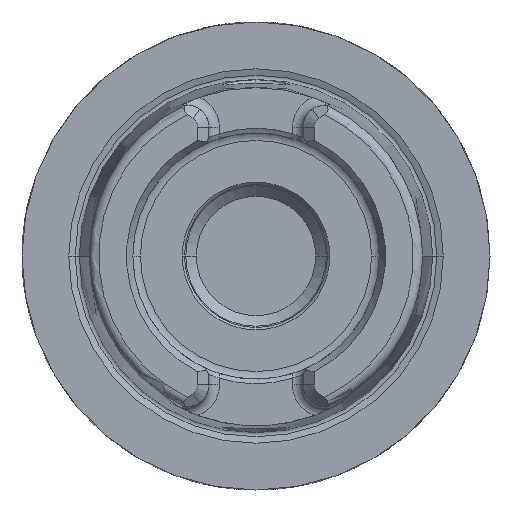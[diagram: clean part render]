
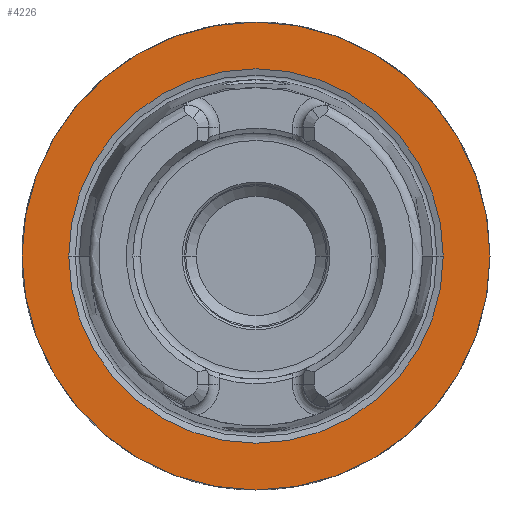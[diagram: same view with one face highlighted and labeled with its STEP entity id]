
A CAD part, left-side view. The second image highlights one B-rep face of the part: STEP entity #4226.
In plain terms, the highlighted planar face has unit normal (-1, 0, 0).
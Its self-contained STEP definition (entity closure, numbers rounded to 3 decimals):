
#848=CARTESIAN_POINT('',(0.,0.,0.));
#849=DIRECTION('',(1.,0.,0.));
#850=DIRECTION('',(0.,1.,0.));
#851=AXIS2_PLACEMENT_3D('',#848,#849,#850);
#853=CARTESIAN_POINT('',(0.,0.,0.));
#854=DIRECTION('',(-1.,0.,0.));
#855=DIRECTION('',(0.,1.,0.));
#856=AXIS2_PLACEMENT_3D('',#853,#854,#855);
#858=CARTESIAN_POINT('',(0.,0.,0.));
#859=DIRECTION('',(-1.,0.,0.));
#860=DIRECTION('',(0.,-1.,0.));
#861=AXIS2_PLACEMENT_3D('',#858,#859,#860);
#863=CARTESIAN_POINT('',(0.,0.,0.));
#864=DIRECTION('',(-1.,0.,0.));
#865=DIRECTION('',(0.,1.,0.));
#866=AXIS2_PLACEMENT_3D('',#863,#864,#865);
#2752=CARTESIAN_POINT('',(0.,-16.004,0.));
#2753=VERTEX_POINT('',#2752);
#2754=CARTESIAN_POINT('',(0.,16.004,0.));
#2755=VERTEX_POINT('',#2754);
#3102=CARTESIAN_POINT('',(0.,20.,0.));
#3103=CARTESIAN_POINT('',(0.,-20.,0.));
#3104=VERTEX_POINT('',#3102);
#3105=VERTEX_POINT('',#3103);
#4211=CARTESIAN_POINT('',(0.,0.,0.));
#4212=DIRECTION('',(1.,0.,0.));
#4213=DIRECTION('',(0.,-1.,0.));
#4214=AXIS2_PLACEMENT_3D('',#4211,#4212,#4213);
#4215=PLANE('',#4214);
#4217=ORIENTED_EDGE('',*,*,#4216,.T.);
#4219=ORIENTED_EDGE('',*,*,#4218,.F.);
#4220=EDGE_LOOP('',(#4217,#4219));
#4221=FACE_OUTER_BOUND('',#4220,.F.);
#4222=ORIENTED_EDGE('',*,*,#4206,.T.);
#4223=ORIENTED_EDGE('',*,*,#4190,.T.);
#4224=EDGE_LOOP('',(#4222,#4223));
#4225=FACE_BOUND('',#4224,.F.);
#4226=ADVANCED_FACE('',(#4221,#4225),#4215,.F.);
#852=CIRCLE('',#851,20.);
#857=CIRCLE('',#856,20.);
#862=CIRCLE('',#861,16.004);
#867=CIRCLE('',#866,16.004);
#4190=EDGE_CURVE('',#2755,#2753,#867,.T.);
#4206=EDGE_CURVE('',#2753,#2755,#862,.T.);
#4216=EDGE_CURVE('',#3104,#3105,#852,.T.);
#4218=EDGE_CURVE('',#3104,#3105,#857,.T.);
